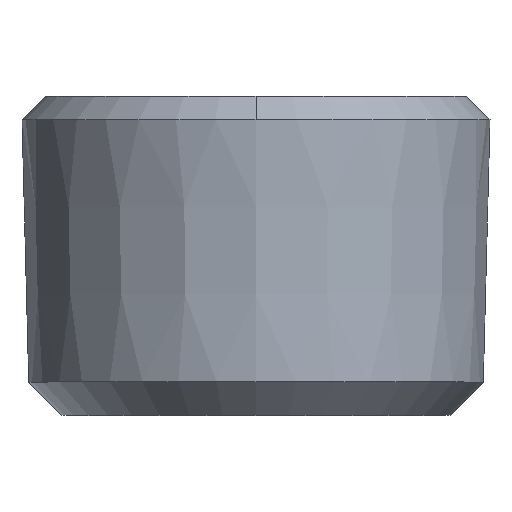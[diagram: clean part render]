
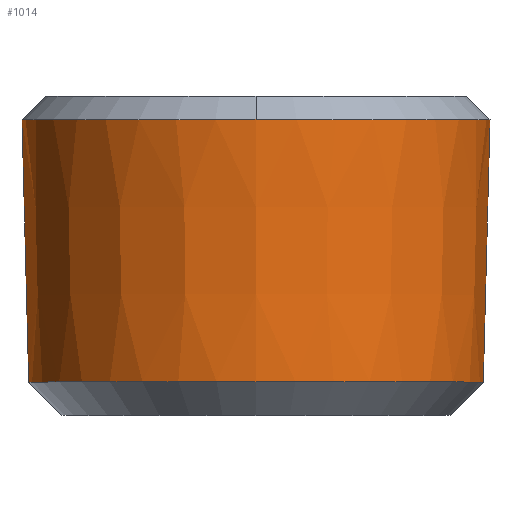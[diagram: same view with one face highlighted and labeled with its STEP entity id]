
A CAD part, top view. The second image highlights one B-rep face of the part: STEP entity #1014.
In plain terms, the highlighted conical face has half-angle 1.47 degrees and reference radius 8.462 mm.
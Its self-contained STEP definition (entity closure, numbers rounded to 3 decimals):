
#1 = EDGE_CURVE ( 'NONE', #653, #655, #1075, .T. ) ;
#2 = EDGE_CURVE ( 'NONE', #658, #655, #872, .T. ) ;
#155 = EDGE_LOOP ( 'NONE', ( #675, #677, #676, #678, #679 ) ) ;
#158 = VERTEX_POINT ( 'NONE', #1044 ) ;
#202 = CARTESIAN_POINT ( 'NONE',  ( 0., 10.66, 0. ) ) ;
#203 = DIRECTION ( 'NONE',  ( 0., -1., 0. ) ) ;
#204 = DIRECTION ( 'NONE',  ( -1., 0., 0. ) ) ;
#205 = CARTESIAN_POINT ( 'NONE',  ( -8.462, 11.5, 0. ) ) ;
#206 = DIRECTION ( 'NONE',  ( -0.026, 1., 0. ) ) ;
#572 = CARTESIAN_POINT ( 'NONE',  ( 0., 11.5, 0. ) ) ;
#573 = DIRECTION ( 'NONE',  ( 0., 1., 0. ) ) ;
#574 = DIRECTION ( 'NONE',  ( -1., 0., 0. ) ) ;
#601 = CARTESIAN_POINT ( 'NONE',  ( 8.462, 11.5, 0. ) ) ;
#602 = DIRECTION ( 'NONE',  ( 0.026, 1., 0. ) ) ;
#603 = CARTESIAN_POINT ( 'NONE',  ( 0., 10.66, 0. ) ) ;
#604 = DIRECTION ( 'NONE',  ( 0., -1., 0. ) ) ;
#605 = DIRECTION ( 'NONE',  ( -1., 0., 0. ) ) ;
#609 = CARTESIAN_POINT ( 'NONE',  ( 0., 1.2, 0. ) ) ;
#610 = DIRECTION ( 'NONE',  ( 0., -1., 0. ) ) ;
#611 = DIRECTION ( 'NONE',  ( 1., 0., 0. ) ) ;
#653 = VERTEX_POINT ( 'NONE', #1036 ) ;
#654 = VERTEX_POINT ( 'NONE', #1038 ) ;
#655 = VERTEX_POINT ( 'NONE', #1032 ) ;
#658 = VERTEX_POINT ( 'NONE', #1034 ) ;
#675 = ORIENTED_EDGE ( 'NONE', *, *, #1043, .F. ) ;
#676 = ORIENTED_EDGE ( 'NONE', *, *, #1040, .T. ) ;
#677 = ORIENTED_EDGE ( 'NONE', *, *, #1039, .T. ) ;
#678 = ORIENTED_EDGE ( 'NONE', *, *, #1, .T. ) ;
#679 = ORIENTED_EDGE ( 'NONE', *, *, #2, .F. ) ;
#872 = LINE ( 'NONE', #205, #1094 ) ;
#961 = FACE_OUTER_BOUND ( 'NONE', #155, .T. ) ;
#973 = LINE ( 'NONE', #601, #1257 ) ;
#1014 = ADVANCED_FACE ( 'NONE', ( #961 ), #1240, .T. ) ;
#1032 = CARTESIAN_POINT ( 'NONE',  ( -8.44, 10.66, 0. ) ) ;
#1034 = CARTESIAN_POINT ( 'NONE',  ( -8.198, 1.2, 0. ) ) ;
#1036 = CARTESIAN_POINT ( 'NONE',  ( 0., 10.66, 8.44 ) ) ;
#1038 = CARTESIAN_POINT ( 'NONE',  ( 8.198, 1.2, 0. ) ) ;
#1039 = EDGE_CURVE ( 'NONE', #654, #158, #973, .T. ) ;
#1040 = EDGE_CURVE ( 'NONE', #158, #653, #1256, .T. ) ;
#1043 = EDGE_CURVE ( 'NONE', #654, #658, #1253, .T. ) ;
#1044 = CARTESIAN_POINT ( 'NONE',  ( 8.44, 10.66, 0. ) ) ;
#1075 = CIRCLE ( 'NONE', #1076, 8.44 ) ;
#1076 = AXIS2_PLACEMENT_3D ( 'NONE', #202, #203, #204 ) ;
#1094 = VECTOR ( 'NONE', #206, 1000. ) ;
#1239 = AXIS2_PLACEMENT_3D ( 'NONE', #572, #573, #574 ) ;
#1240 = CONICAL_SURFACE ( 'NONE', #1239, 8.462, 0.026 ) ;
#1253 = CIRCLE ( 'NONE', #1259, 8.198 ) ;
#1256 = CIRCLE ( 'NONE', #1258, 8.44 ) ;
#1257 = VECTOR ( 'NONE', #602, 1000. ) ;
#1258 = AXIS2_PLACEMENT_3D ( 'NONE', #603, #604, #605 ) ;
#1259 = AXIS2_PLACEMENT_3D ( 'NONE', #609, #610, #611 ) ;
